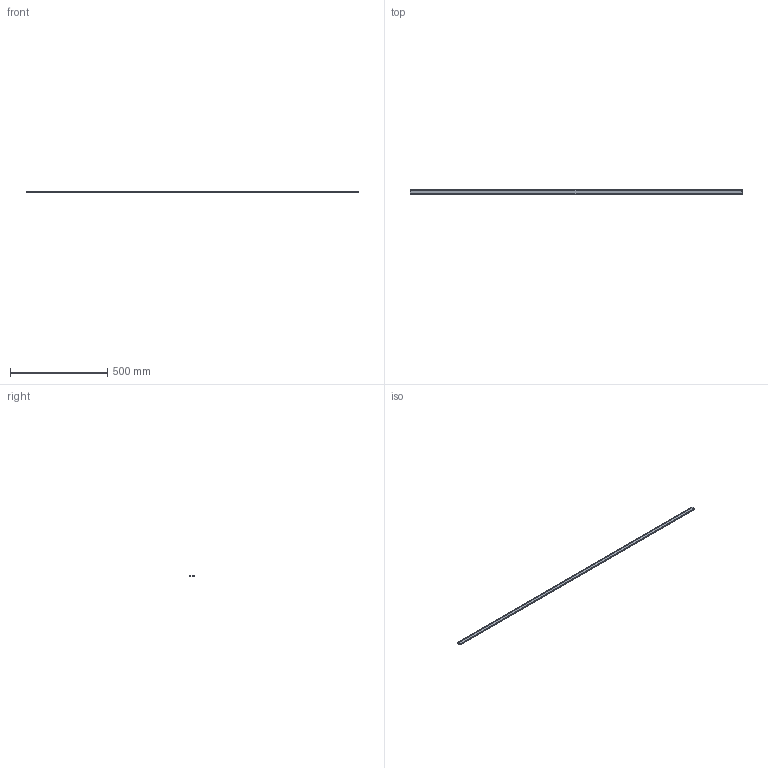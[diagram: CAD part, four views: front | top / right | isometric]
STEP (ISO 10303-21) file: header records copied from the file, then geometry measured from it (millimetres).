
FILE_DESCRIPTION((''),'2;1');
FILE_NAME('193432_ASM','2016-03-04T',('pdmadmin'),(''),'PRO/ENGINEER BY PARAMETRIC TECHNOLOGY CORPORATION, 2013230','PRO/ENGINEER BY PARAMETRIC TECHNOLOGY CORPORATION, 2013230','');
FILE_SCHEMA(('CONFIG_CONTROL_DESIGN'));
Length unit declared in the file: millimetre
Products named in the file (4): 156380_SHIELD; 156380_GASKET; 156380_ASM; 193432_ASM
Assembly tree (3 placements, depth 3):
  193432_ASM
    156380_ASM
      156380_SHIELD
      156380_GASKET
Bounding box: 1708 x 24 x 3.18 mm (x, y, z)
Volume: 89827.3 mm3; surface area: 129448.1 mm2
Topology: 2 solids, 2 shells, 24 faces, 60 edges, 40 vertices
Faces by surface type: plane 16, cylinder 8
Entity records: 842 total; most frequent: DIRECTION 142, CARTESIAN_POINT 133, ORIENTED_EDGE 120, EDGE_CURVE 60, AXIS2_PLACEMENT_3D 49, VECTOR 44, LINE 44, VERTEX_POINT 40
